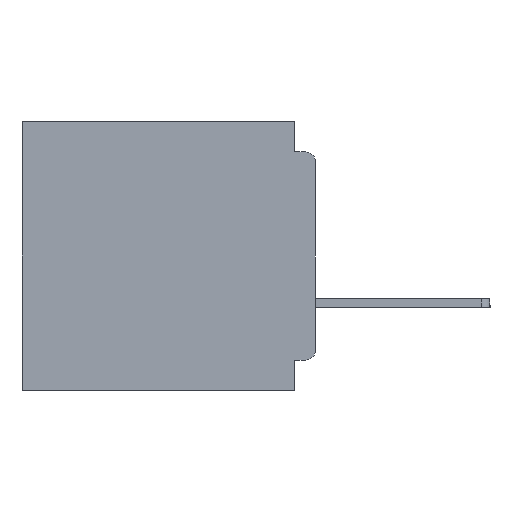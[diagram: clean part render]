
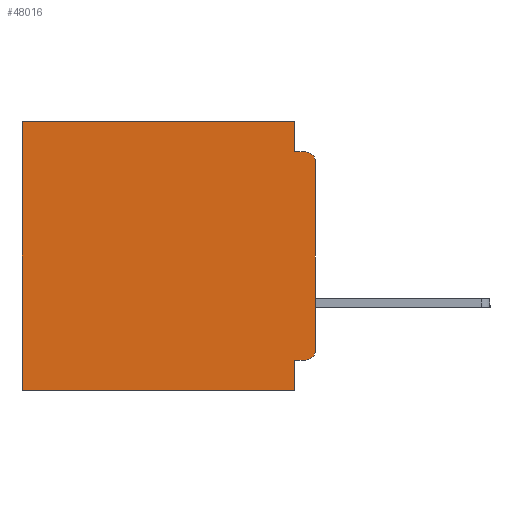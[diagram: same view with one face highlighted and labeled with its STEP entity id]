
A CAD part, left-side view. The second image highlights one B-rep face of the part: STEP entity #48016.
In plain terms, the highlighted planar face has unit normal (-1, 0, 0).
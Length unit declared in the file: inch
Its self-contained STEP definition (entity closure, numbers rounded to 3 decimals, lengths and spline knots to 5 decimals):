
#1025 = CARTESIAN_POINT ( 'NONE',  ( 0.3, 0., -0.4 ) ) ;
#1049 = VECTOR ( 'NONE', #25237, 39.37008 ) ;
#2217 = ORIENTED_EDGE ( 'NONE', *, *, #22755, .F. ) ;
#2953 = DIRECTION ( 'NONE',  ( 0., 0., -1. ) ) ;
#2992 = DIRECTION ( 'NONE',  ( 0., 0., -1. ) ) ;
#3905 = EDGE_CURVE ( 'NONE', #40848, #46330, #6479, .T. ) ;
#5617 = LINE ( 'NONE', #13409, #50975 ) ;
#5698 = CARTESIAN_POINT ( 'NONE',  ( 0.3, 0.031, -0.4 ) ) ;
#5891 = EDGE_CURVE ( 'NONE', #56986, #56666, #26812, .T. ) ;
#6479 = CIRCLE ( 'NONE', #17400, 0.015 ) ;
#6588 = CARTESIAN_POINT ( 'NONE',  ( 0.3, 0.015, -0.06 ) ) ;
#8174 = VERTEX_POINT ( 'NONE', #15603 ) ;
#8610 = CARTESIAN_POINT ( 'NONE',  ( 0.3, 0.031, -0.045 ) ) ;
#8705 = DIRECTION ( 'NONE',  ( 0., -1., 0. ) ) ;
#10281 = EDGE_CURVE ( 'NONE', #38738, #35087, #39912, .T. ) ;
#11167 = DIRECTION ( 'NONE',  ( 0., 0., -1. ) ) ;
#11929 = ORIENTED_EDGE ( 'NONE', *, *, #3905, .T. ) ;
#12066 = DIRECTION ( 'NONE',  ( 0., 1., 0. ) ) ;
#13303 = VERTEX_POINT ( 'NONE', #41293 ) ;
#13409 = CARTESIAN_POINT ( 'NONE',  ( 0.3, 0., -0.4 ) ) ;
#14014 = LINE ( 'NONE', #5698, #24636 ) ;
#14561 = CARTESIAN_POINT ( 'NONE',  ( 0.3, 0.031, 0. ) ) ;
#15069 = ORIENTED_EDGE ( 'NONE', *, *, #10281, .T. ) ;
#15537 = AXIS2_PLACEMENT_3D ( 'NONE', #39055, #30124, #2992 ) ;
#15603 = CARTESIAN_POINT ( 'NONE',  ( 0.3, 0.031, -0.355 ) ) ;
#17400 = AXIS2_PLACEMENT_3D ( 'NONE', #57128, #30090, #2953 ) ;
#22755 = EDGE_CURVE ( 'NONE', #40848, #8174, #32945, .T. ) ;
#24188 = CARTESIAN_POINT ( 'NONE',  ( 0.3, 0.015, -0.355 ) ) ;
#24636 = VECTOR ( 'NONE', #51240, 39.37008 ) ;
#25237 = DIRECTION ( 'NONE',  ( 0., 0., -1. ) ) ;
#25239 = ORIENTED_EDGE ( 'NONE', *, *, #49911, .T. ) ;
#26102 = LINE ( 'NONE', #50784, #50183 ) ;
#26812 = LINE ( 'NONE', #26933, #49457 ) ;
#26843 = EDGE_CURVE ( 'NONE', #49733, #13303, #56510, .T. ) ;
#26933 = CARTESIAN_POINT ( 'NONE',  ( 0.3, 0., -0.045 ) ) ;
#27873 = VECTOR ( 'NONE', #12066, 39.37008 ) ;
#29500 = ORIENTED_EDGE ( 'NONE', *, *, #5891, .F. ) ;
#30083 = CARTESIAN_POINT ( 'NONE',  ( 0.3, 0., 0. ) ) ;
#30090 = DIRECTION ( 'NONE',  ( -1., 0., 0. ) ) ;
#30124 = DIRECTION ( 'NONE',  ( 1., 0., 0. ) ) ;
#31436 = DIRECTION ( 'NONE',  ( 0., 0., -1. ) ) ;
#32747 = DIRECTION ( 'NONE',  ( 0., 1., 0. ) ) ;
#32834 = AXIS2_PLACEMENT_3D ( 'NONE', #6588, #38280, #11167 ) ;
#32945 = LINE ( 'NONE', #33672, #55559 ) ;
#33201 = CARTESIAN_POINT ( 'NONE',  ( 0.3, 0.015, -0.045 ) ) ;
#33307 = CIRCLE ( 'NONE', #32834, 0.015 ) ;
#33672 = CARTESIAN_POINT ( 'NONE',  ( 0.3, 0., -0.355 ) ) ;
#35087 = VERTEX_POINT ( 'NONE', #55238 ) ;
#35776 = LINE ( 'NONE', #52355, #1049 ) ;
#36738 = FACE_OUTER_BOUND ( 'NONE', #54602, .T. ) ;
#38218 = DIRECTION ( 'NONE',  ( 0., 1., 0. ) ) ;
#38280 = DIRECTION ( 'NONE',  ( -1., 0., 0. ) ) ;
#38738 = VERTEX_POINT ( 'NONE', #14561 ) ;
#39055 = CARTESIAN_POINT ( 'NONE',  ( 0.3, 0., -0.4 ) ) ;
#39912 = LINE ( 'NONE', #30083, #27873 ) ;
#40848 = VERTEX_POINT ( 'NONE', #24188 ) ;
#41293 = CARTESIAN_POINT ( 'NONE',  ( 0.3, 0.437, -0.4 ) ) ;
#41717 = DIRECTION ( 'NONE',  ( 0., 0., -1. ) ) ;
#41729 = CARTESIAN_POINT ( 'NONE',  ( 0.3, 0.031, -0.4 ) ) ;
#42677 = ORIENTED_EDGE ( 'NONE', *, *, #56437, .F. ) ;
#42733 = EDGE_CURVE ( 'NONE', #54329, #56666, #33307, .T. ) ;
#43781 = EDGE_CURVE ( 'NONE', #38738, #56986, #26102, .T. ) ;
#44060 = CARTESIAN_POINT ( 'NONE',  ( 0.3, 0., -0.06 ) ) ;
#44584 = VECTOR ( 'NONE', #32747, 39.37008 ) ;
#45454 = ORIENTED_EDGE ( 'NONE', *, *, #26843, .F. ) ;
#46170 = ORIENTED_EDGE ( 'NONE', *, *, #48434, .F. ) ;
#46330 = VERTEX_POINT ( 'NONE', #58519 ) ;
#48016 = ADVANCED_FACE ( 'NONE', ( #36738 ), #56979, .F. ) ;
#48434 = EDGE_CURVE ( 'NONE', #8174, #49733, #14014, .T. ) ;
#48867 = ORIENTED_EDGE ( 'NONE', *, *, #43781, .F. ) ;
#49457 = VECTOR ( 'NONE', #8705, 39.37008 ) ;
#49733 = VERTEX_POINT ( 'NONE', #41729 ) ;
#49911 = EDGE_CURVE ( 'NONE', #35087, #13303, #35776, .T. ) ;
#50183 = VECTOR ( 'NONE', #41717, 39.37008 ) ;
#50784 = CARTESIAN_POINT ( 'NONE',  ( 0.3, 0.031, 0. ) ) ;
#50975 = VECTOR ( 'NONE', #31436, 39.37008 ) ;
#51240 = DIRECTION ( 'NONE',  ( 0., 0., -1. ) ) ;
#52355 = CARTESIAN_POINT ( 'NONE',  ( 0.3, 0.437, -0.4 ) ) ;
#53159 = ORIENTED_EDGE ( 'NONE', *, *, #42733, .T. ) ;
#54329 = VERTEX_POINT ( 'NONE', #44060 ) ;
#54602 = EDGE_LOOP ( 'NONE', ( #42677, #53159, #29500, #48867, #15069, #25239, #45454, #46170, #2217, #11929 ) ) ;
#55238 = CARTESIAN_POINT ( 'NONE',  ( 0.3, 0.437, 0. ) ) ;
#55559 = VECTOR ( 'NONE', #38218, 39.37008 ) ;
#56437 = EDGE_CURVE ( 'NONE', #54329, #46330, #5617, .T. ) ;
#56510 = LINE ( 'NONE', #1025, #44584 ) ;
#56666 = VERTEX_POINT ( 'NONE', #33201 ) ;
#56979 = PLANE ( 'NONE',  #15537 ) ;
#56986 = VERTEX_POINT ( 'NONE', #8610 ) ;
#57128 = CARTESIAN_POINT ( 'NONE',  ( 0.3, 0.015, -0.34 ) ) ;
#58519 = CARTESIAN_POINT ( 'NONE',  ( 0.3, 0., -0.34 ) ) ;
